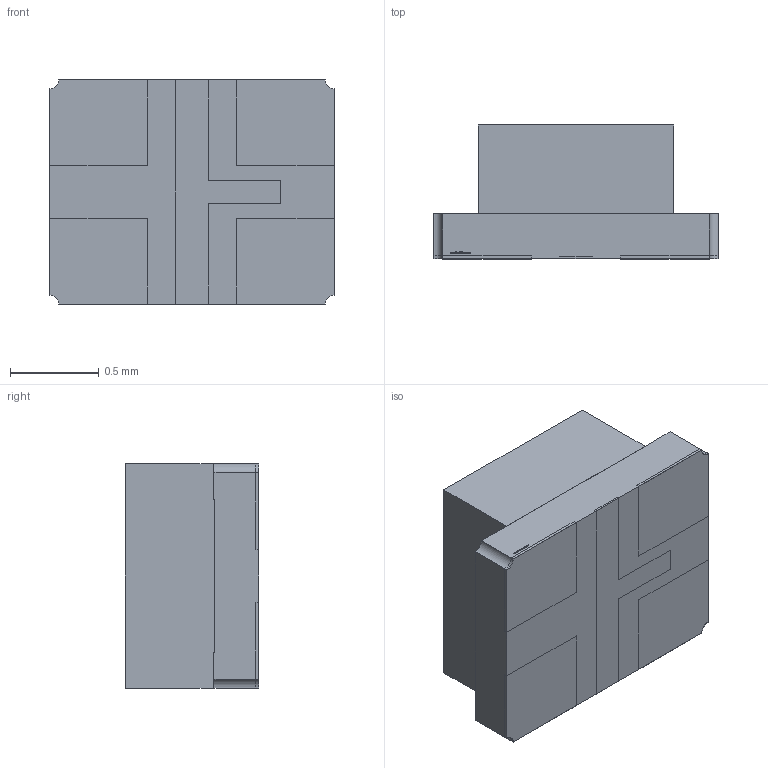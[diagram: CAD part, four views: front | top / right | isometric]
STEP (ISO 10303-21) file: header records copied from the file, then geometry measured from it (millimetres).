
FILE_DESCRIPTION (( 'STEP AP214' ), '1' );
FILE_NAME ('XZxxxxxx62W-2.STEP', '2015-09-11T17:49:21', ( '' ), ( '' ), 'SwSTEP 2.0', 'SolidWorks 2012', '' );
FILE_SCHEMA (( 'AUTOMOTIVE_DESIGN' ));
Length unit declared in the file: millimetre
Products named in the file (1): XZxxxxxx62W-2
Bounding box: 1.6 x 0.75 x 1.26 mm (x, y, z)
Volume: 1.2 mm3; surface area: 13.4 mm2
Topology: 7 solids, 7 shells, 286 faces, 756 edges, 504 vertices
Faces by surface type: plane 175, bspline 99, cylinder 12
Entity records: 13434 total; most frequent: CARTESIAN_POINT 6902, ORIENTED_EDGE 1512, DIRECTION 958, EDGE_CURVE 756, VECTOR 534, LINE 534, VERTEX_POINT 504, EDGE_LOOP 306
